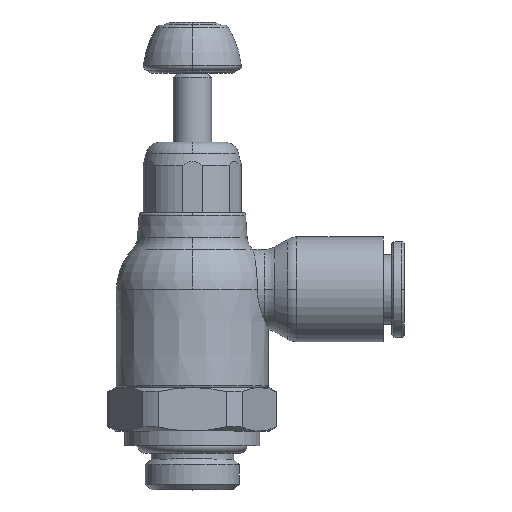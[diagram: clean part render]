
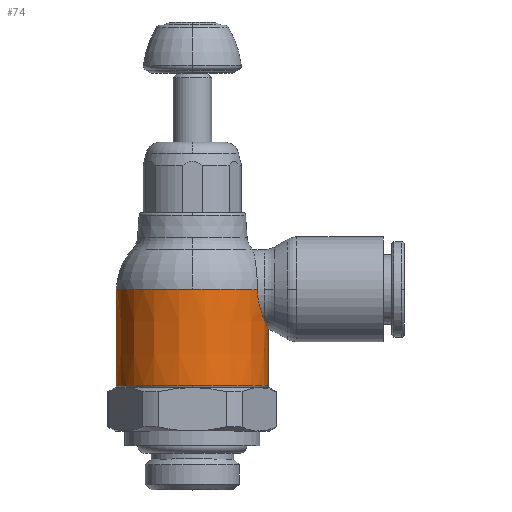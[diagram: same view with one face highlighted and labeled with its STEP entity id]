
A CAD part, top view. The second image highlights one B-rep face of the part: STEP entity #74.
In plain terms, the highlighted conical face has half-angle 0.02 degrees and reference radius 7.898 mm.
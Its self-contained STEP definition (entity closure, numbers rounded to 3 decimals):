
#74=ADVANCED_FACE('',(#228),#229,.T.);
#228=FACE_OUTER_BOUND('',#489,.T.);
#229=CONICAL_SURFACE('',#490,7.898,0.);
#489=EDGE_LOOP('',(#924,#925,#926,#927,#928,#929,#930,#931));
#490=AXIS2_PLACEMENT_3D('',#932,#933,#934);
#924=ORIENTED_EDGE('',*,*,#1834,.F.);
#925=ORIENTED_EDGE('',*,*,#1835,.T.);
#926=ORIENTED_EDGE('',*,*,#1745,.T.);
#927=ORIENTED_EDGE('',*,*,#1836,.F.);
#928=ORIENTED_EDGE('',*,*,#1837,.T.);
#929=ORIENTED_EDGE('',*,*,#1838,.T.);
#930=ORIENTED_EDGE('',*,*,#1839,.F.);
#931=ORIENTED_EDGE('',*,*,#1840,.F.);
#932=CARTESIAN_POINT('',(0.0,5.193,0.0));
#933=DIRECTION('',(-0.0,-1.0,-0.0));
#934=DIRECTION('',(-1.0,0.0,0.0));
#1745=EDGE_CURVE('',#2088,#2094,#2096,.T.);
#1834=EDGE_CURVE('',#2256,#2257,#2258,.T.);
#1835=EDGE_CURVE('',#2256,#2088,#2259,.T.);
#1836=EDGE_CURVE('',#2260,#2094,#2261,.T.);
#1837=EDGE_CURVE('',#2260,#2262,#2263,.T.);
#1838=EDGE_CURVE('',#2262,#2264,#2265,.T.);
#1839=EDGE_CURVE('',#2266,#2264,#2267,.T.);
#1840=EDGE_CURVE('',#2257,#2266,#2268,.T.);
#2088=VERTEX_POINT('',#2612);
#2094=VERTEX_POINT('',#2618);
#2096=CIRCLE('',#2620,7.9);
#2256=VERTEX_POINT('',#2869);
#2257=VERTEX_POINT('',#2870);
#2258=LINE('',#2871,#2872);
#2259=CIRCLE('',#2873,7.9);
#2260=VERTEX_POINT('',#2874);
#2261=LINE('',#2875,#2876);
#2262=VERTEX_POINT('',#2877);
#2263=B_SPLINE_CURVE_WITH_KNOTS('',3,(#2878,#2879,#2880,#2881,#2882,#2883,#2884,#2885,#2886,#2887),.UNSPECIFIED.,.F.,.F.,(4,2,2,2,4),(0.0,1.65,3.038,4.342,5.679),.UNSPECIFIED.);
#2264=VERTEX_POINT('',#2888);
#2265=B_SPLINE_CURVE_WITH_KNOTS('',3,(#2889,#2890,#2891,#2892,#2893,#2894,#2895,#2896,#2897,#2898,#2899,#2900),.UNSPECIFIED.,.F.,.F.,(4,2,2,2,2,4),(8.704,9.494,10.287,11.08,11.873,12.666),.UNSPECIFIED.);
#2266=VERTEX_POINT('',#2901);
#2267=CIRCLE('',#2902,7.897);
#2268=CIRCLE('',#2903,7.897);
#2612=CARTESIAN_POINT('',(0.,0.186,7.9));
#2618=CARTESIAN_POINT('',(7.9,0.186,0.));
#2620=AXIS2_PLACEMENT_3D('',#3698,#3699,#3700);
#2869=CARTESIAN_POINT('',(-7.9,0.186,0.0));
#2870=CARTESIAN_POINT('',(-7.897,10.2,0.));
#2871=CARTESIAN_POINT('',(-7.898,5.193,0.));
#2872=VECTOR('',#3900,1.0);
#2873=AXIS2_PLACEMENT_3D('',#3901,#3902,#3903);
#2874=CARTESIAN_POINT('',(7.898,6.043,0.));
#2875=CARTESIAN_POINT('',(7.898,5.193,0.));
#2876=VECTOR('',#3904,1.0);
#2877=CARTESIAN_POINT('',(7.469,6.989,2.566));
#2878=CARTESIAN_POINT('',(7.469,6.989,-2.566));
#2879=CARTESIAN_POINT('',(7.612,6.658,-2.151));
#2880=CARTESIAN_POINT('',(7.736,6.39,-1.676));
#2881=CARTESIAN_POINT('',(7.877,6.086,-0.721));
#2882=CARTESIAN_POINT('',(7.907,6.024,-0.266));
#2883=CARTESIAN_POINT('',(7.885,6.071,0.63));
#2884=CARTESIAN_POINT('',(7.838,6.169,1.049));
#2885=CARTESIAN_POINT('',(7.688,6.494,1.854));
#2886=CARTESIAN_POINT('',(7.585,6.72,2.23));
#2887=CARTESIAN_POINT('',(7.469,6.989,2.566));
#2888=CARTESIAN_POINT('',(6.743,10.2,4.11));
#2889=CARTESIAN_POINT('',(7.555,6.795,2.302));
#2890=CARTESIAN_POINT('',(7.487,6.945,2.524));
#2891=CARTESIAN_POINT('',(7.414,7.115,2.727));
#2892=CARTESIAN_POINT('',(7.272,7.474,3.086));
#2893=CARTESIAN_POINT('',(7.197,7.677,3.256));
#2894=CARTESIAN_POINT('',(7.054,8.121,3.555));
#2895=CARTESIAN_POINT('',(6.985,8.361,3.686));
#2896=CARTESIAN_POINT('',(6.87,8.866,3.897));
#2897=CARTESIAN_POINT('',(6.822,9.13,3.978));
#2898=CARTESIAN_POINT('',(6.759,9.665,4.084));
#2899=CARTESIAN_POINT('',(6.743,9.936,4.11));
#2900=CARTESIAN_POINT('',(6.743,10.201,4.11));
#2901=CARTESIAN_POINT('',(0.,10.2,7.897));
#2902=AXIS2_PLACEMENT_3D('',#3905,#3906,#3907);
#2903=AXIS2_PLACEMENT_3D('',#3908,#3909,#3910);
#3698=CARTESIAN_POINT('',(0.0,0.186,0.0));
#3699=DIRECTION('',(0.0,1.0,0.0));
#3700=DIRECTION('',(-1.0,0.0,0.0));
#3900=DIRECTION('',(0.,1.,0.));
#3901=CARTESIAN_POINT('',(0.0,0.186,0.0));
#3902=DIRECTION('',(0.0,1.0,0.0));
#3903=DIRECTION('',(-1.0,0.0,0.0));
#3904=DIRECTION('',(0.,-1.,0.));
#3905=CARTESIAN_POINT('',(0.0,10.2,0.0));
#3906=DIRECTION('',(0.0,1.0,0.0));
#3907=DIRECTION('',(-1.0,0.0,0.0));
#3908=CARTESIAN_POINT('',(0.0,10.2,0.0));
#3909=DIRECTION('',(0.0,1.0,0.0));
#3910=DIRECTION('',(-1.0,0.0,0.0));
